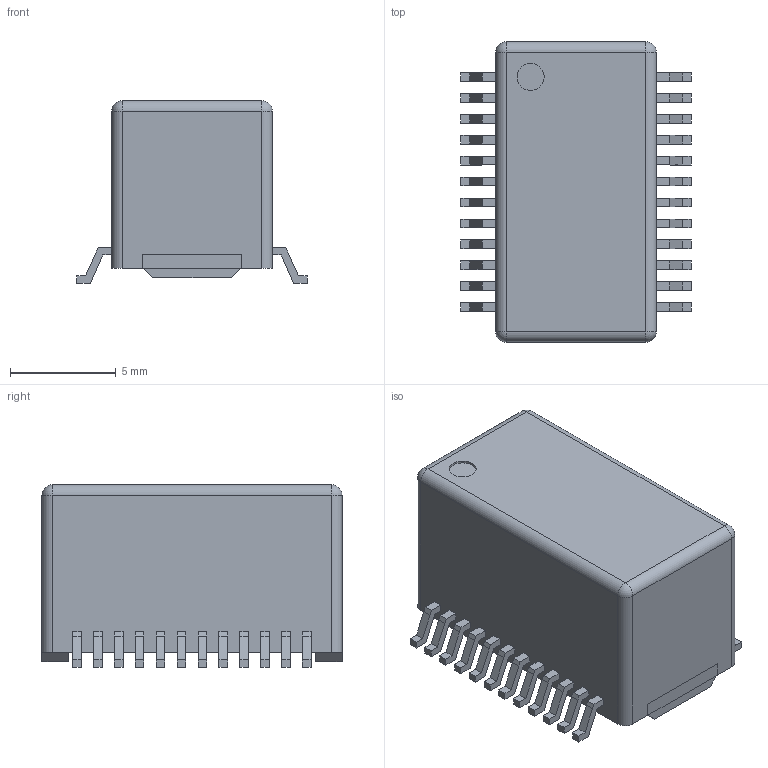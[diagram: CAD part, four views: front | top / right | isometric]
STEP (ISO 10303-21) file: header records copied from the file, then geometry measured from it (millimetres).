
FILE_DESCRIPTION(('FreeCAD Model'),'2;1');
FILE_NAME( 'Transformer_Ethernet_HALO_TG111-MSC13.step', '2018-07-11T23:51:32',('kicad StepUp'),('ksu MCAD'), 'Open CASCADE STEP processor 6.8','FreeCAD','Unknown');
FILE_SCHEMA(('AUTOMOTIVE_DESIGN_CC2 { 1 2 10303 214 -1 1 5 4 }'));
Length unit declared in the file: millimetre
Products named in the file (1): Transformer_Ethernet_HALO_TG111-MSC13
Bounding box: 10.92 x 14.22 x 8.64 mm (x, y, z)
Volume: 869.4 mm3; surface area: 650.3 mm2
Topology: 13 solids, 13 shells, 284 faces, 727 edges, 478 vertices
Faces by surface type: plane 271, cylinder 9, sphere 4
Full cylindrical faces by diameter (mm): 1.282 x1
Entity records: 8355 total; most frequent: PCURVE 1382, ORIENTED_EDGE 1171, LINE 838, CARTESIAN_POINT 828, EDGE_CURVE 723, SURFACE_CURVE 720, VERTEX_POINT 478, AXIS2_PLACEMENT_3D 299
